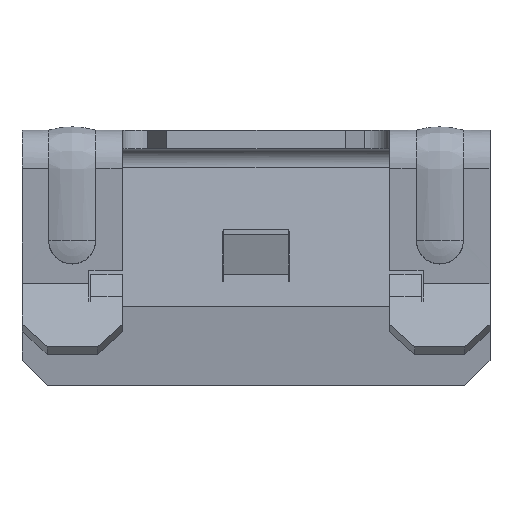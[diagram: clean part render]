
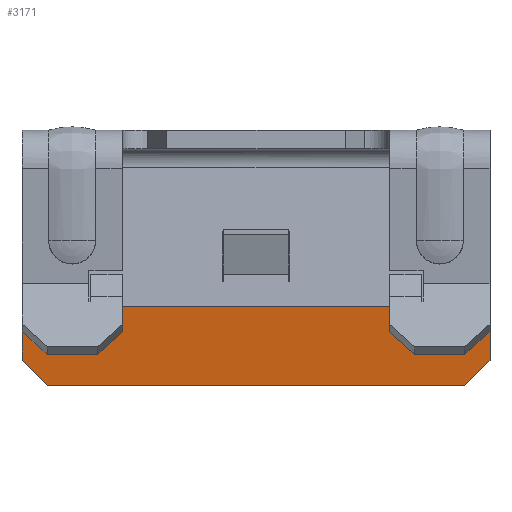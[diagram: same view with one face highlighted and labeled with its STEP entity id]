
A CAD part, front view. The second image highlights one B-rep face of the part: STEP entity #3171.
In plain terms, the highlighted planar face has unit normal (0, -0.99, -0.139).
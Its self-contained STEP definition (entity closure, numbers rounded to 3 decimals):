
#4 = CARTESIAN_POINT ( 'NONE',  ( -12., 17.881, -10.803 ) ) ;
#14 = EDGE_CURVE ( 'NONE', #6691, #2533, #1846, .T. ) ;
#118 = VECTOR ( 'NONE', #5143, 1000. ) ;
#196 = VECTOR ( 'NONE', #3971, 1000. ) ;
#319 = CARTESIAN_POINT ( 'NONE',  ( -12.5, 18.505, -15.245 ) ) ;
#516 = DIRECTION ( 'NONE',  ( 0., -0.139, 0.99 ) ) ;
#524 = EDGE_CURVE ( 'NONE', #7579, #6198, #5388, .T. ) ;
#581 = VERTEX_POINT ( 'NONE', #1554 ) ;
#648 = CARTESIAN_POINT ( 'NONE',  ( 14., 18.505, -15.245 ) ) ;
#690 = LINE ( 'NONE', #5282, #8383 ) ;
#731 = EDGE_CURVE ( 'NONE', #6691, #4047, #1471, .T. ) ;
#757 = CARTESIAN_POINT ( 'NONE',  ( -12.05, 18.157, -12.77 ) ) ;
#784 = CARTESIAN_POINT ( 'NONE',  ( 14., 18.157, -12.77 ) ) ;
#820 = ORIENTED_EDGE ( 'NONE', *, *, #4532, .T. ) ;
#844 = CARTESIAN_POINT ( 'NONE',  ( 12.05, 18.045, -11.973 ) ) ;
#915 = CARTESIAN_POINT ( 'NONE',  ( -12.05, 18.045, -11.973 ) ) ;
#930 = VECTOR ( 'NONE', #3090, 1000. ) ;
#956 = CARTESIAN_POINT ( 'NONE',  ( 12., 17.881, -10.803 ) ) ;
#1081 = VERTEX_POINT ( 'NONE', #4478 ) ;
#1112 = CARTESIAN_POINT ( 'NONE',  ( 14., 18.045, -11.973 ) ) ;
#1113 = EDGE_CURVE ( 'NONE', #6198, #4127, #3190, .T. ) ;
#1136 = LINE ( 'NONE', #4613, #1153 ) ;
#1153 = VECTOR ( 'NONE', #3887, 1000. ) ;
#1218 = CARTESIAN_POINT ( 'NONE',  ( -14., 18.296, -13.76 ) ) ;
#1251 = CARTESIAN_POINT ( 'NONE',  ( 12.5, 18.505, -15.245 ) ) ;
#1363 = CARTESIAN_POINT ( 'NONE',  ( -12., 17.67, -9.304 ) ) ;
#1471 = LINE ( 'NONE', #1512, #6216 ) ;
#1512 = CARTESIAN_POINT ( 'NONE',  ( -14., 16.557, -1.381 ) ) ;
#1554 = CARTESIAN_POINT ( 'NONE',  ( -12.05, 18.157, -12.77 ) ) ;
#1615 = ORIENTED_EDGE ( 'NONE', *, *, #6391, .T. ) ;
#1620 = VECTOR ( 'NONE', #5552, 1000. ) ;
#1624 = VERTEX_POINT ( 'NONE', #4766 ) ;
#1642 = FACE_OUTER_BOUND ( 'NONE', #5720, .T. ) ;
#1846 = LINE ( 'NONE', #8279, #8299 ) ;
#1920 = LINE ( 'NONE', #1363, #7064 ) ;
#2081 = CARTESIAN_POINT ( 'NONE',  ( 12.05, 18.157, -12.77 ) ) ;
#2090 = ORIENTED_EDGE ( 'NONE', *, *, #3380, .T. ) ;
#2095 = EDGE_CURVE ( 'NONE', #2623, #5664, #1920, .T. ) ;
#2166 = CARTESIAN_POINT ( 'NONE',  ( -14., 18.045, -11.973 ) ) ;
#2173 = VECTOR ( 'NONE', #5161, 1000. ) ;
#2386 = ORIENTED_EDGE ( 'NONE', *, *, #7310, .F. ) ;
#2395 = CARTESIAN_POINT ( 'NONE',  ( 14., 17.842, -10.529 ) ) ;
#2499 = CARTESIAN_POINT ( 'NONE',  ( 14., 18.157, -12.77 ) ) ;
#2533 = VERTEX_POINT ( 'NONE', #1218 ) ;
#2534 = LINE ( 'NONE', #5805, #2173 ) ;
#2556 = DIRECTION ( 'NONE',  ( 0., 0.139, -0.99 ) ) ;
#2573 = ORIENTED_EDGE ( 'NONE', *, *, #5339, .T. ) ;
#2623 = VERTEX_POINT ( 'NONE', #4 ) ;
#2633 = EDGE_CURVE ( 'NONE', #2533, #5695, #7449, .T. ) ;
#2805 = DIRECTION ( 'NONE',  ( 0., -0.139, 0.99 ) ) ;
#2809 = DIRECTION ( 'NONE',  ( 1., 0., 0. ) ) ;
#2928 = DIRECTION ( 'NONE',  ( 0., 0.99, 0.139 ) ) ;
#2952 = LINE ( 'NONE', #2395, #8517 ) ;
#3001 = CARTESIAN_POINT ( 'NONE',  ( 12.5, 18.505, -15.245 ) ) ;
#3057 = CARTESIAN_POINT ( 'NONE',  ( 12., 18.157, -12.77 ) ) ;
#3090 = DIRECTION ( 'NONE',  ( -1., 0., 0. ) ) ;
#3099 = CARTESIAN_POINT ( 'NONE',  ( 14., 18.045, -11.973 ) ) ;
#3171 = ADVANCED_FACE ( 'NONE', ( #1642 ), #8202, .F. ) ;
#3190 = LINE ( 'NONE', #4560, #7463 ) ;
#3283 = CARTESIAN_POINT ( 'NONE',  ( -12., 17.842, -10.529 ) ) ;
#3380 = EDGE_CURVE ( 'NONE', #1081, #3772, #2952, .T. ) ;
#3404 = CARTESIAN_POINT ( 'NONE',  ( -14., 18.296, -13.76 ) ) ;
#3498 = LINE ( 'NONE', #757, #4925 ) ;
#3629 = CARTESIAN_POINT ( 'NONE',  ( -12., 16.557, -1.381 ) ) ;
#3772 = VERTEX_POINT ( 'NONE', #3283 ) ;
#3887 = DIRECTION ( 'NONE',  ( 0., -0.139, 0.99 ) ) ;
#3971 = DIRECTION ( 'NONE',  ( 0.707, 0.098, -0.7 ) ) ;
#3972 = ORIENTED_EDGE ( 'NONE', *, *, #14, .T. ) ;
#4047 = VERTEX_POINT ( 'NONE', #2166 ) ;
#4127 = VERTEX_POINT ( 'NONE', #956 ) ;
#4266 = EDGE_CURVE ( 'NONE', #2623, #3772, #6902, .T. ) ;
#4380 = LINE ( 'NONE', #1112, #930 ) ;
#4437 = DIRECTION ( 'NONE',  ( 0., -0.139, 0.99 ) ) ;
#4478 = CARTESIAN_POINT ( 'NONE',  ( 12., 17.842, -10.529 ) ) ;
#4515 = DIRECTION ( 'NONE',  ( 0.707, -0.098, 0.7 ) ) ;
#4518 = DIRECTION ( 'NONE',  ( 1., 0., 0. ) ) ;
#4532 = EDGE_CURVE ( 'NONE', #7960, #4893, #7902, .T. ) ;
#4560 = CARTESIAN_POINT ( 'NONE',  ( 12., 17.67, -9.304 ) ) ;
#4613 = CARTESIAN_POINT ( 'NONE',  ( 12.05, 16.557, -1.381 ) ) ;
#4753 = EDGE_CURVE ( 'NONE', #581, #7414, #5077, .T. ) ;
#4766 = CARTESIAN_POINT ( 'NONE',  ( 14., 18.296, -13.76 ) ) ;
#4793 = DIRECTION ( 'NONE',  ( -1., 0., 0. ) ) ;
#4893 = VERTEX_POINT ( 'NONE', #3099 ) ;
#4925 = VECTOR ( 'NONE', #4793, 1000. ) ;
#5006 = EDGE_CURVE ( 'NONE', #5250, #1624, #5199, .T. ) ;
#5070 = ORIENTED_EDGE ( 'NONE', *, *, #4753, .T. ) ;
#5075 = DIRECTION ( 'NONE',  ( 0., 0.139, -0.99 ) ) ;
#5077 = LINE ( 'NONE', #8191, #7122 ) ;
#5079 = EDGE_CURVE ( 'NONE', #1624, #7960, #690, .T. ) ;
#5143 = DIRECTION ( 'NONE',  ( 1., 0., 0. ) ) ;
#5161 = DIRECTION ( 'NONE',  ( 0., -0.139, 0.99 ) ) ;
#5190 = VECTOR ( 'NONE', #4518, 1000. ) ;
#5199 = LINE ( 'NONE', #1251, #6010 ) ;
#5250 = VERTEX_POINT ( 'NONE', #3001 ) ;
#5282 = CARTESIAN_POINT ( 'NONE',  ( 14., 16.557, -1.381 ) ) ;
#5313 = ORIENTED_EDGE ( 'NONE', *, *, #6457, .T. ) ;
#5339 = EDGE_CURVE ( 'NONE', #7414, #4047, #4380, .T. ) ;
#5373 = ORIENTED_EDGE ( 'NONE', *, *, #4266, .F. ) ;
#5388 = LINE ( 'NONE', #2081, #6355 ) ;
#5496 = ORIENTED_EDGE ( 'NONE', *, *, #2633, .T. ) ;
#5512 = VERTEX_POINT ( 'NONE', #844 ) ;
#5552 = DIRECTION ( 'NONE',  ( 0., -0.139, 0.99 ) ) ;
#5664 = VERTEX_POINT ( 'NONE', #6055 ) ;
#5695 = VERTEX_POINT ( 'NONE', #319 ) ;
#5720 = EDGE_LOOP ( 'NONE', ( #6054, #1615, #2090, #5373, #7084, #7017, #5070, #2573, #8069, #3972, #5496, #5313, #7199, #8166, #820, #2386, #6514, #7447 ) ) ;
#5783 = LINE ( 'NONE', #6613, #118 ) ;
#5805 = CARTESIAN_POINT ( 'NONE',  ( 12., 17.881, -10.803 ) ) ;
#6010 = VECTOR ( 'NONE', #4515, 1000. ) ;
#6054 = ORIENTED_EDGE ( 'NONE', *, *, #1113, .T. ) ;
#6055 = CARTESIAN_POINT ( 'NONE',  ( -12., 18.157, -12.77 ) ) ;
#6198 = VERTEX_POINT ( 'NONE', #3057 ) ;
#6208 = CARTESIAN_POINT ( 'NONE',  ( 14., 16.557, -1.381 ) ) ;
#6216 = VECTOR ( 'NONE', #2805, 1000. ) ;
#6355 = VECTOR ( 'NONE', #6738, 1000. ) ;
#6391 = EDGE_CURVE ( 'NONE', #4127, #1081, #2534, .T. ) ;
#6457 = EDGE_CURVE ( 'NONE', #5695, #5250, #8505, .T. ) ;
#6514 = ORIENTED_EDGE ( 'NONE', *, *, #7863, .F. ) ;
#6603 = DIRECTION ( 'NONE',  ( 0., -0.139, 0.99 ) ) ;
#6613 = CARTESIAN_POINT ( 'NONE',  ( 14., 18.045, -11.973 ) ) ;
#6691 = VERTEX_POINT ( 'NONE', #7062 ) ;
#6738 = DIRECTION ( 'NONE',  ( -1., 0., 0. ) ) ;
#6902 = LINE ( 'NONE', #3629, #1620 ) ;
#7017 = ORIENTED_EDGE ( 'NONE', *, *, #7460, .T. ) ;
#7062 = CARTESIAN_POINT ( 'NONE',  ( -14., 18.157, -12.77 ) ) ;
#7064 = VECTOR ( 'NONE', #2556, 1000. ) ;
#7084 = ORIENTED_EDGE ( 'NONE', *, *, #2095, .T. ) ;
#7122 = VECTOR ( 'NONE', #7535, 1000. ) ;
#7199 = ORIENTED_EDGE ( 'NONE', *, *, #5006, .T. ) ;
#7310 = EDGE_CURVE ( 'NONE', #5512, #4893, #5783, .T. ) ;
#7414 = VERTEX_POINT ( 'NONE', #915 ) ;
#7447 = ORIENTED_EDGE ( 'NONE', *, *, #524, .T. ) ;
#7449 = LINE ( 'NONE', #3404, #196 ) ;
#7460 = EDGE_CURVE ( 'NONE', #5664, #581, #3498, .T. ) ;
#7463 = VECTOR ( 'NONE', #4437, 1000. ) ;
#7533 = AXIS2_PLACEMENT_3D ( 'NONE', #6208, #2928, #2809 ) ;
#7535 = DIRECTION ( 'NONE',  ( 0., -0.139, 0.99 ) ) ;
#7551 = CARTESIAN_POINT ( 'NONE',  ( 12.05, 18.157, -12.77 ) ) ;
#7579 = VERTEX_POINT ( 'NONE', #7551 ) ;
#7661 = DIRECTION ( 'NONE',  ( -1., 0., 0. ) ) ;
#7863 = EDGE_CURVE ( 'NONE', #7579, #5512, #1136, .T. ) ;
#7902 = LINE ( 'NONE', #2499, #8219 ) ;
#7960 = VERTEX_POINT ( 'NONE', #784 ) ;
#8069 = ORIENTED_EDGE ( 'NONE', *, *, #731, .F. ) ;
#8166 = ORIENTED_EDGE ( 'NONE', *, *, #5079, .T. ) ;
#8191 = CARTESIAN_POINT ( 'NONE',  ( -12.05, 18.157, -12.77 ) ) ;
#8202 = PLANE ( 'NONE',  #7533 ) ;
#8219 = VECTOR ( 'NONE', #6603, 1000. ) ;
#8279 = CARTESIAN_POINT ( 'NONE',  ( -14., 18.505, -15.245 ) ) ;
#8299 = VECTOR ( 'NONE', #5075, 1000. ) ;
#8383 = VECTOR ( 'NONE', #516, 1000. ) ;
#8505 = LINE ( 'NONE', #648, #5190 ) ;
#8517 = VECTOR ( 'NONE', #7661, 1000. ) ;
